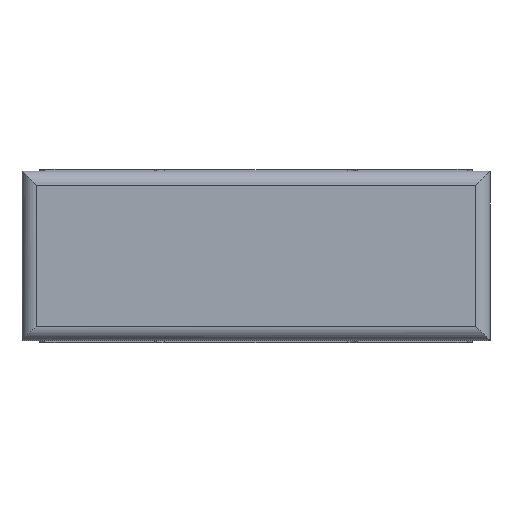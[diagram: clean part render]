
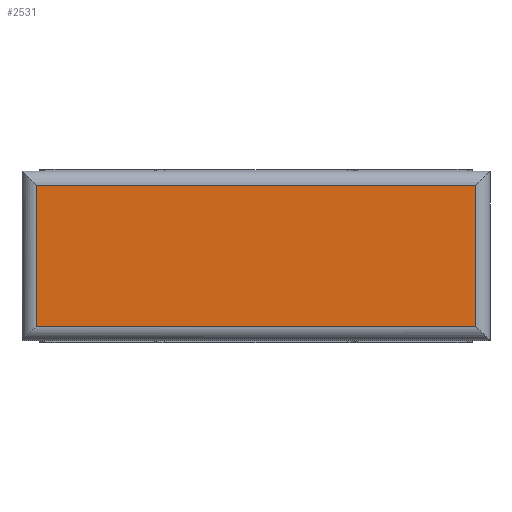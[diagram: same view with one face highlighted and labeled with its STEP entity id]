
A CAD part, top view. The second image highlights one B-rep face of the part: STEP entity #2531.
In plain terms, the highlighted planar face has unit normal (0, 0, 1).
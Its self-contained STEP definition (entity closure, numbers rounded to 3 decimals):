
#2531=ADVANCED_FACE('',(#4852),#4854,.T.);
#4852=FACE_BOUND('',#4853,.T.);
#4853=EDGE_LOOP('',(#6566,#6567,#6568,#6569));
#4854=PLANE('',#4855);
#4855=AXIS2_PLACEMENT_3D('',#4856,#4857,#4858);
#4856=CARTESIAN_POINT('',(-2.75,-4.8,13.5));
#4857=DIRECTION('',(0.,0.,1.));
#4858=DIRECTION('',(1.,0.,0.));
#6566=ORIENTED_EDGE('',*,*,#7438,.F.);
#6567=ORIENTED_EDGE('',*,*,#7482,.F.);
#6568=ORIENTED_EDGE('',*,*,#7462,.F.);
#6569=ORIENTED_EDGE('',*,*,#7483,.F.);
#7438=EDGE_CURVE('',#8656,#8657,#8658,.T.);
#7462=EDGE_CURVE('',#8698,#8700,#8701,.F.);
#7482=EDGE_CURVE('',#8700,#8656,#8736,.F.);
#7483=EDGE_CURVE('',#8657,#8698,#8737,.T.);
#8656=VERTEX_POINT('',#11362);
#8657=VERTEX_POINT('',#11363);
#8658=LINE('',#11364,#11365);
#8698=VERTEX_POINT('',#11453);
#8700=VERTEX_POINT('',#11458);
#8701=LINE('',#11459,#11460);
#8736=LINE('',#11536,#11537);
#8737=LINE('',#11539,#11540);
#11362=CARTESIAN_POINT('',(-1.95,-4.,13.5));
#11363=CARTESIAN_POINT('',(-1.95,4.,13.5));
#11364=CARTESIAN_POINT('',(-1.95,-4.,13.5));
#11365=VECTOR('',#11366,1.);
#11366=DIRECTION('',(0.,1.,0.));
#11453=CARTESIAN_POINT('',(22.95,4.,13.5));
#11458=CARTESIAN_POINT('',(22.95,-4.,13.5));
#11459=CARTESIAN_POINT('',(22.95,-4.,13.5));
#11460=VECTOR('',#11461,1.);
#11461=DIRECTION('',(0.,1.,0.));
#11536=CARTESIAN_POINT('',(-1.95,-4.,13.5));
#11537=VECTOR('',#11538,1.);
#11538=DIRECTION('',(1.,0.,0.));
#11539=CARTESIAN_POINT('',(-1.95,4.,13.5));
#11540=VECTOR('',#11541,1.);
#11541=DIRECTION('',(1.,0.,0.));
